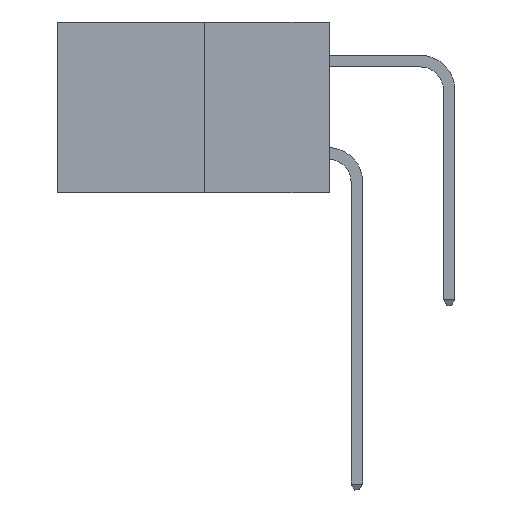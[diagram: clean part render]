
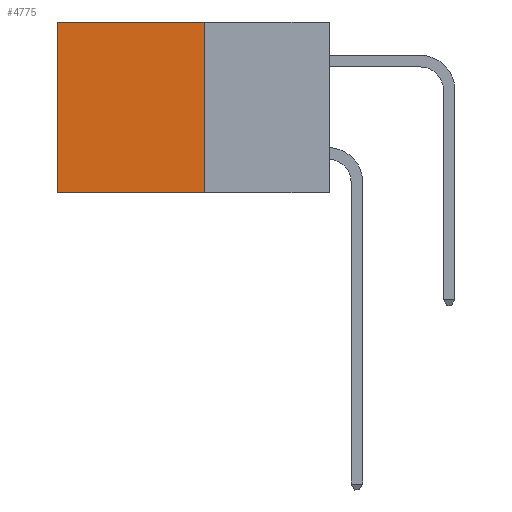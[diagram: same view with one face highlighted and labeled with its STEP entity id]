
A CAD part, left-side view. The second image highlights one B-rep face of the part: STEP entity #4775.
In plain terms, the highlighted planar face has unit normal (-1, 0, 0).
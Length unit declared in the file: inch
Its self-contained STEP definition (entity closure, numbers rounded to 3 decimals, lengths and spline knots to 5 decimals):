
#98 = ORIENTED_EDGE ( 'NONE', *, *, #5696, .F. ) ;
#120 = CARTESIAN_POINT ( 'NONE',  ( 0.277, 0.59, -0.37 ) ) ;
#517 = CARTESIAN_POINT ( 'NONE',  ( 0.277, 0.27, -0.37 ) ) ;
#521 = EDGE_CURVE ( 'NONE', #7617, #2152, #6353, .T. ) ;
#1580 = ORIENTED_EDGE ( 'NONE', *, *, #9448, .F. ) ;
#1667 = EDGE_LOOP ( 'NONE', ( #4826, #1580, #98, #6091 ) ) ;
#1835 = DIRECTION ( 'NONE',  ( 0., 1., 0. ) ) ;
#2012 = VECTOR ( 'NONE', #2178, 39.37008 ) ;
#2062 = FACE_OUTER_BOUND ( 'NONE', #1667, .T. ) ;
#2152 = VERTEX_POINT ( 'NONE', #8201 ) ;
#2178 = DIRECTION ( 'NONE',  ( 0., 0., -1. ) ) ;
#2393 = PLANE ( 'NONE',  #6374 ) ;
#3607 = DIRECTION ( 'NONE',  ( 0., 1., 0. ) ) ;
#4028 = VECTOR ( 'NONE', #1835, 39.37008 ) ;
#4144 = LINE ( 'NONE', #9566, #5784 ) ;
#4280 = LINE ( 'NONE', #6197, #4028 ) ;
#4381 = CARTESIAN_POINT ( 'NONE',  ( 0.277, 0.27, -0.37 ) ) ;
#4688 = VECTOR ( 'NONE', #3607, 39.37008 ) ;
#4775 = ADVANCED_FACE ( 'NONE', ( #2062 ), #2393, .F. ) ;
#4782 = EDGE_CURVE ( 'NONE', #7885, #7617, #4280, .T. ) ;
#4826 = ORIENTED_EDGE ( 'NONE', *, *, #521, .T. ) ;
#4936 = LINE ( 'NONE', #4381, #4688 ) ;
#5297 = DIRECTION ( 'NONE',  ( 1., 0., 0. ) ) ;
#5572 = DIRECTION ( 'NONE',  ( 0., 0., -1. ) ) ;
#5696 = EDGE_CURVE ( 'NONE', #7885, #6507, #4144, .T. ) ;
#5772 = CARTESIAN_POINT ( 'NONE',  ( 0.277, 0.27, -0.37 ) ) ;
#5784 = VECTOR ( 'NONE', #7974, 39.37008 ) ;
#6091 = ORIENTED_EDGE ( 'NONE', *, *, #4782, .T. ) ;
#6197 = CARTESIAN_POINT ( 'NONE',  ( 0.277, 0.27, 0. ) ) ;
#6353 = LINE ( 'NONE', #120, #2012 ) ;
#6374 = AXIS2_PLACEMENT_3D ( 'NONE', #5772, #5297, #5572 ) ;
#6507 = VERTEX_POINT ( 'NONE', #517 ) ;
#7617 = VERTEX_POINT ( 'NONE', #7762 ) ;
#7762 = CARTESIAN_POINT ( 'NONE',  ( 0.277, 0.59, 0. ) ) ;
#7885 = VERTEX_POINT ( 'NONE', #8724 ) ;
#7974 = DIRECTION ( 'NONE',  ( 0., 0., -1. ) ) ;
#8201 = CARTESIAN_POINT ( 'NONE',  ( 0.277, 0.59, -0.37 ) ) ;
#8724 = CARTESIAN_POINT ( 'NONE',  ( 0.277, 0.27, 0. ) ) ;
#9448 = EDGE_CURVE ( 'NONE', #6507, #2152, #4936, .T. ) ;
#9566 = CARTESIAN_POINT ( 'NONE',  ( 0.277, 0.27, -0.37 ) ) ;
